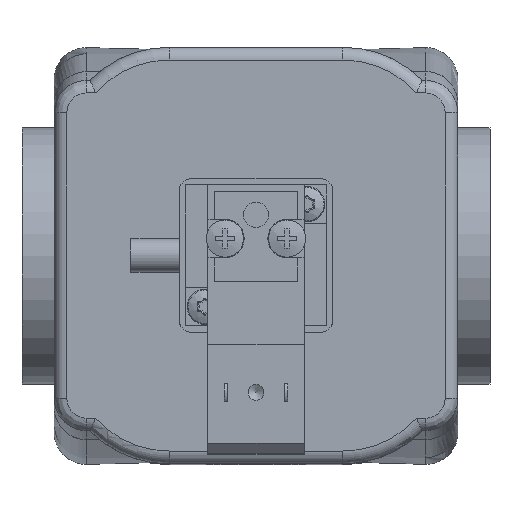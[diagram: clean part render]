
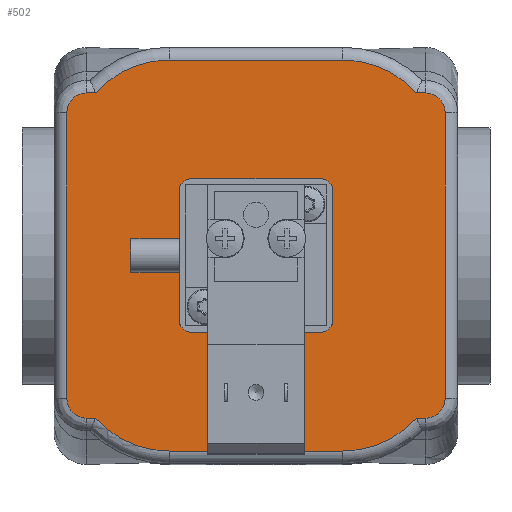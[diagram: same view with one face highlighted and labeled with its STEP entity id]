
A CAD part, top view. The second image highlights one B-rep face of the part: STEP entity #502.
In plain terms, the highlighted planar face has unit normal (0, 0, 1).
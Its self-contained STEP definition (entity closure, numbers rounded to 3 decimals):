
#200=CARTESIAN_POINT('',(-19.5,-2.6,40.));
#201=VERTEX_POINT('',#200);
#208=CARTESIAN_POINT('',(-12.,-2.6,40.));
#209=VERTEX_POINT('',#208);
#210=CARTESIAN_POINT('',(-12.,-2.6,40.0));
#211=DIRECTION('',(-1.0,0.0,0.0));
#212=VECTOR('',#211,7.5);
#213=LINE('',#210,#212);
#214=EDGE_CURVE('',#209,#201,#213,.T.);
#231=CARTESIAN_POINT('',(-19.5,2.6,40.));
#232=VERTEX_POINT('',#231);
#240=CARTESIAN_POINT('',(-12.,2.6,40.));
#241=VERTEX_POINT('',#240);
#248=CARTESIAN_POINT('',(-19.5,2.6,40.0));
#249=DIRECTION('',(1.0,0.0,0.0));
#250=VECTOR('',#249,7.5);
#251=LINE('',#248,#250);
#252=EDGE_CURVE('',#232,#241,#251,.T.);
#264=CARTESIAN_POINT('',(-19.5,-2.6,40.0));
#265=DIRECTION('',(0.0,1.0,0.0));
#266=VECTOR('',#265,5.2);
#267=LINE('',#264,#266);
#268=EDGE_CURVE('',#201,#232,#267,.T.);
#274=CARTESIAN_POINT('',(0.,0.,40.0));
#275=DIRECTION('',(0.0,0.0,1.0));
#276=DIRECTION('',(1.0,0.0,0.0));
#277=AXIS2_PLACEMENT_3D('',#274,#275,#276);
#278=PLANE('',#277);
#279=CARTESIAN_POINT('',(-13.5,30.5,40.0));
#280=VERTEX_POINT('',#279);
#281=CARTESIAN_POINT('',(13.5,30.5,40.0));
#282=VERTEX_POINT('',#281);
#283=CARTESIAN_POINT('',(-13.5,30.5,40.0));
#284=DIRECTION('',(1.0,0.0,0.0));
#285=VECTOR('',#284,27.0);
#286=LINE('',#283,#285);
#287=EDGE_CURVE('',#280,#282,#286,.T.);
#288=ORIENTED_EDGE('',*,*,#287,.F.);
#289=CARTESIAN_POINT('',(-25.03,25.359,40.0));
#290=VERTEX_POINT('',#289);
#291=CARTESIAN_POINT('',(-13.5,15.0,40.0));
#292=DIRECTION('',(0.0,0.0,-1.0));
#293=DIRECTION('',(-0.401,0.916,0.0));
#294=AXIS2_PLACEMENT_3D('',#291,#292,#293);
#295=CIRCLE('',#294,15.5);
#296=EDGE_CURVE('',#290,#280,#295,.T.);
#297=ORIENTED_EDGE('',*,*,#296,.F.);
#298=CARTESIAN_POINT('',(-26.5,25.359,40.0));
#299=VERTEX_POINT('',#298);
#300=CARTESIAN_POINT('',(-26.5,25.359,40.0));
#301=DIRECTION('',(1.0,0.0,0.0));
#302=VECTOR('',#301,1.47);
#303=LINE('',#300,#302);
#304=EDGE_CURVE('',#299,#290,#303,.T.);
#305=ORIENTED_EDGE('',*,*,#304,.F.);
#306=CARTESIAN_POINT('',(-29.5,22.244,40.0));
#307=VERTEX_POINT('',#306);
#308=CARTESIAN_POINT('',(-29.5,22.244,40.0));
#309=CARTESIAN_POINT('',(-29.5,22.927,40.0));
#310=CARTESIAN_POINT('',(-29.127,24.069,40.0));
#311=CARTESIAN_POINT('',(-27.871,25.136,40.0));
#312=CARTESIAN_POINT('',(-26.955,25.359,40.0));
#313=CARTESIAN_POINT('',(-26.5,25.359,40.0));
#314=B_SPLINE_CURVE_WITH_KNOTS('',3,(#308,#309,#310,#311,#312,#313),.UNSPECIFIED.,.F.,.U.,(4,1,1,4),(0.0,0.205,0.341,0.478),.UNSPECIFIED.);
#315=EDGE_CURVE('',#307,#299,#314,.T.);
#316=ORIENTED_EDGE('',*,*,#315,.F.);
#317=CARTESIAN_POINT('',(-29.5,-22.244,40.0));
#318=VERTEX_POINT('',#317);
#319=CARTESIAN_POINT('',(-29.5,-22.244,40.0));
#320=DIRECTION('',(0.0,1.0,0.0));
#321=VECTOR('',#320,44.488);
#322=LINE('',#319,#321);
#323=EDGE_CURVE('',#318,#307,#322,.T.);
#324=ORIENTED_EDGE('',*,*,#323,.F.);
#325=CARTESIAN_POINT('',(-26.5,-25.359,40.0));
#326=VERTEX_POINT('',#325);
#327=CARTESIAN_POINT('',(-26.5,-25.359,40.0));
#328=CARTESIAN_POINT('',(-26.954,-25.359,40.0));
#329=CARTESIAN_POINT('',(-27.869,-25.135,40.));
#330=CARTESIAN_POINT('',(-29.124,-24.074,40.0));
#331=CARTESIAN_POINT('',(-29.5,-22.926,40.0));
#332=CARTESIAN_POINT('',(-29.5,-22.244,40.0));
#333=B_SPLINE_CURVE_WITH_KNOTS('',3,(#327,#328,#329,#330,#331,#332),.UNSPECIFIED.,.F.,.U.,(4,1,1,4),(0.0,0.136,0.273,0.477),.UNSPECIFIED.);
#334=EDGE_CURVE('',#326,#318,#333,.T.);
#335=ORIENTED_EDGE('',*,*,#334,.F.);
#336=CARTESIAN_POINT('',(-25.03,-25.359,40.0));
#337=VERTEX_POINT('',#336);
#338=CARTESIAN_POINT('',(-25.03,-25.359,40.0));
#339=DIRECTION('',(-1.0,0.0,0.0));
#340=VECTOR('',#339,1.47);
#341=LINE('',#338,#340);
#342=EDGE_CURVE('',#337,#326,#341,.T.);
#343=ORIENTED_EDGE('',*,*,#342,.F.);
#344=CARTESIAN_POINT('',(-13.5,-30.5,40.0));
#345=VERTEX_POINT('',#344);
#346=CARTESIAN_POINT('',(-13.5,-15.0,40.0));
#347=DIRECTION('',(0.0,0.0,-1.0));
#348=DIRECTION('',(-0.401,-0.916,0.0));
#349=AXIS2_PLACEMENT_3D('',#346,#347,#348);
#350=CIRCLE('',#349,15.5);
#351=EDGE_CURVE('',#345,#337,#350,.T.);
#352=ORIENTED_EDGE('',*,*,#351,.F.);
#353=CARTESIAN_POINT('',(13.5,-30.5,40.0));
#354=VERTEX_POINT('',#353);
#355=CARTESIAN_POINT('',(13.5,-30.5,40.0));
#356=DIRECTION('',(-1.0,0.0,0.0));
#357=VECTOR('',#356,27.0);
#358=LINE('',#355,#357);
#359=EDGE_CURVE('',#354,#345,#358,.T.);
#360=ORIENTED_EDGE('',*,*,#359,.F.);
#361=CARTESIAN_POINT('',(25.03,-25.359,40.0));
#362=VERTEX_POINT('',#361);
#363=CARTESIAN_POINT('',(13.5,-15.0,40.0));
#364=DIRECTION('',(0.0,0.0,-1.0));
#365=DIRECTION('',(0.401,-0.916,0.0));
#366=AXIS2_PLACEMENT_3D('',#363,#364,#365);
#367=CIRCLE('',#366,15.5);
#368=EDGE_CURVE('',#362,#354,#367,.T.);
#369=ORIENTED_EDGE('',*,*,#368,.F.);
#370=CARTESIAN_POINT('',(26.5,-25.359,40.0));
#371=VERTEX_POINT('',#370);
#372=CARTESIAN_POINT('',(26.5,-25.359,40.0));
#373=DIRECTION('',(-1.0,0.0,0.0));
#374=VECTOR('',#373,1.47);
#375=LINE('',#372,#374);
#376=EDGE_CURVE('',#371,#362,#375,.T.);
#377=ORIENTED_EDGE('',*,*,#376,.F.);
#378=CARTESIAN_POINT('',(29.5,-22.244,40.0));
#379=VERTEX_POINT('',#378);
#380=CARTESIAN_POINT('',(29.5,-22.244,40.0));
#381=CARTESIAN_POINT('',(29.5,-23.155,40.0));
#382=CARTESIAN_POINT('',(28.788,-24.752,40.0));
#383=CARTESIAN_POINT('',(27.183,-25.359,40.0));
#384=CARTESIAN_POINT('',(26.5,-25.359,40.0));
#385=B_SPLINE_CURVE_WITH_KNOTS('',3,(#380,#381,#382,#383,#384),.UNSPECIFIED.,.F.,.U.,(4,1,4),(0.0,0.273,0.478),.UNSPECIFIED.);
#386=EDGE_CURVE('',#379,#371,#385,.T.);
#387=ORIENTED_EDGE('',*,*,#386,.F.);
#388=CARTESIAN_POINT('',(29.5,22.244,40.0));
#389=VERTEX_POINT('',#388);
#390=CARTESIAN_POINT('',(29.5,22.244,40.0));
#391=DIRECTION('',(0.0,-1.0,0.0));
#392=VECTOR('',#391,44.488);
#393=LINE('',#390,#392);
#394=EDGE_CURVE('',#389,#379,#393,.T.);
#395=ORIENTED_EDGE('',*,*,#394,.F.);
#396=CARTESIAN_POINT('',(26.5,25.359,40.0));
#397=VERTEX_POINT('',#396);
#398=CARTESIAN_POINT('',(26.5,25.359,40.0));
#399=CARTESIAN_POINT('',(27.182,25.359,40.0));
#400=CARTESIAN_POINT('',(28.784,24.758,40.0));
#401=CARTESIAN_POINT('',(29.5,23.153,40.0));
#402=CARTESIAN_POINT('',(29.5,22.244,40.0));
#403=B_SPLINE_CURVE_WITH_KNOTS('',3,(#398,#399,#400,#401,#402),.UNSPECIFIED.,.F.,.U.,(4,1,4),(0.0,0.205,0.477),.UNSPECIFIED.);
#404=EDGE_CURVE('',#397,#389,#403,.T.);
#405=ORIENTED_EDGE('',*,*,#404,.F.);
#406=CARTESIAN_POINT('',(25.03,25.359,40.0));
#407=VERTEX_POINT('',#406);
#408=CARTESIAN_POINT('',(25.03,25.359,40.0));
#409=DIRECTION('',(1.0,0.0,0.0));
#410=VECTOR('',#409,1.47);
#411=LINE('',#408,#410);
#412=EDGE_CURVE('',#407,#397,#411,.T.);
#413=ORIENTED_EDGE('',*,*,#412,.F.);
#414=CARTESIAN_POINT('',(13.5,15.0,40.0));
#415=DIRECTION('',(0.0,0.0,-1.0));
#416=DIRECTION('',(0.401,0.916,0.0));
#417=AXIS2_PLACEMENT_3D('',#414,#415,#416);
#418=CIRCLE('',#417,15.5);
#419=EDGE_CURVE('',#282,#407,#418,.T.);
#420=ORIENTED_EDGE('',*,*,#419,.F.);
#421=EDGE_LOOP('',(#288,#297,#305,#316,#324,#335,#343,#352,#360,#369,#377,#387,#395,#405,#413,#420));
#422=FACE_OUTER_BOUND('',#421,.T.);
#423=ORIENTED_EDGE('',*,*,#214,.T.);
#424=ORIENTED_EDGE('',*,*,#268,.T.);
#425=ORIENTED_EDGE('',*,*,#252,.T.);
#426=CARTESIAN_POINT('',(-12.,10.,40.0));
#427=VERTEX_POINT('',#426);
#428=CARTESIAN_POINT('',(-12.,2.6,40.0));
#429=DIRECTION('',(0.0,1.0,0.0));
#430=VECTOR('',#429,7.4);
#431=LINE('',#428,#430);
#432=EDGE_CURVE('',#241,#427,#431,.T.);
#433=ORIENTED_EDGE('',*,*,#432,.T.);
#434=CARTESIAN_POINT('',(-10.,12.,40.0));
#435=VERTEX_POINT('',#434);
#436=CARTESIAN_POINT('',(-10.,10.,40.0));
#437=DIRECTION('',(0.0,0.0,-1.0));
#438=DIRECTION('',(0.0,1.0,0.0));
#439=AXIS2_PLACEMENT_3D('',#436,#437,#438);
#440=CIRCLE('',#439,2.0);
#441=EDGE_CURVE('',#427,#435,#440,.T.);
#442=ORIENTED_EDGE('',*,*,#441,.T.);
#443=CARTESIAN_POINT('',(10.,12.,40.0));
#444=VERTEX_POINT('',#443);
#445=CARTESIAN_POINT('',(-10.,12.,40.0));
#446=DIRECTION('',(1.0,0.0,0.0));
#447=VECTOR('',#446,20.);
#448=LINE('',#445,#447);
#449=EDGE_CURVE('',#435,#444,#448,.T.);
#450=ORIENTED_EDGE('',*,*,#449,.T.);
#451=CARTESIAN_POINT('',(12.,10.,40.0));
#452=VERTEX_POINT('',#451);
#453=CARTESIAN_POINT('',(10.,10.,40.0));
#454=DIRECTION('',(0.0,0.0,-1.0));
#455=DIRECTION('',(1.0,0.0,0.0));
#456=AXIS2_PLACEMENT_3D('',#453,#454,#455);
#457=CIRCLE('',#456,2.);
#458=EDGE_CURVE('',#444,#452,#457,.T.);
#459=ORIENTED_EDGE('',*,*,#458,.T.);
#460=CARTESIAN_POINT('',(12.,-10.,40.0));
#461=VERTEX_POINT('',#460);
#462=CARTESIAN_POINT('',(12.,10.,40.0));
#463=DIRECTION('',(0.0,-1.0,0.0));
#464=VECTOR('',#463,20.);
#465=LINE('',#462,#464);
#466=EDGE_CURVE('',#452,#461,#465,.T.);
#467=ORIENTED_EDGE('',*,*,#466,.T.);
#468=CARTESIAN_POINT('',(10.,-12.,40.0));
#469=VERTEX_POINT('',#468);
#470=CARTESIAN_POINT('',(10.,-10.,40.0));
#471=DIRECTION('',(0.0,0.0,-1.0));
#472=DIRECTION('',(0.0,-1.0,0.0));
#473=AXIS2_PLACEMENT_3D('',#470,#471,#472);
#474=CIRCLE('',#473,2.);
#475=EDGE_CURVE('',#461,#469,#474,.T.);
#476=ORIENTED_EDGE('',*,*,#475,.T.);
#477=CARTESIAN_POINT('',(-10.,-12.,40.0));
#478=VERTEX_POINT('',#477);
#479=CARTESIAN_POINT('',(10.,-12.,40.0));
#480=DIRECTION('',(-1.0,0.0,0.0));
#481=VECTOR('',#480,20.);
#482=LINE('',#479,#481);
#483=EDGE_CURVE('',#469,#478,#482,.T.);
#484=ORIENTED_EDGE('',*,*,#483,.T.);
#485=CARTESIAN_POINT('',(-12.,-10.,40.0));
#486=VERTEX_POINT('',#485);
#487=CARTESIAN_POINT('',(-10.,-10.,40.0));
#488=DIRECTION('',(0.0,0.0,-1.0));
#489=DIRECTION('',(-1.0,0.0,0.0));
#490=AXIS2_PLACEMENT_3D('',#487,#488,#489);
#491=CIRCLE('',#490,2.);
#492=EDGE_CURVE('',#478,#486,#491,.T.);
#493=ORIENTED_EDGE('',*,*,#492,.T.);
#494=CARTESIAN_POINT('',(-12.,-10.,40.0));
#495=DIRECTION('',(0.0,1.0,0.0));
#496=VECTOR('',#495,7.4);
#497=LINE('',#494,#496);
#498=EDGE_CURVE('',#486,#209,#497,.T.);
#499=ORIENTED_EDGE('',*,*,#498,.T.);
#500=EDGE_LOOP('',(#423,#424,#425,#433,#442,#450,#459,#467,#476,#484,#493,#499));
#501=FACE_BOUND('',#500,.T.);
#502=ADVANCED_FACE('',(#422,#501),#278,.T.);
